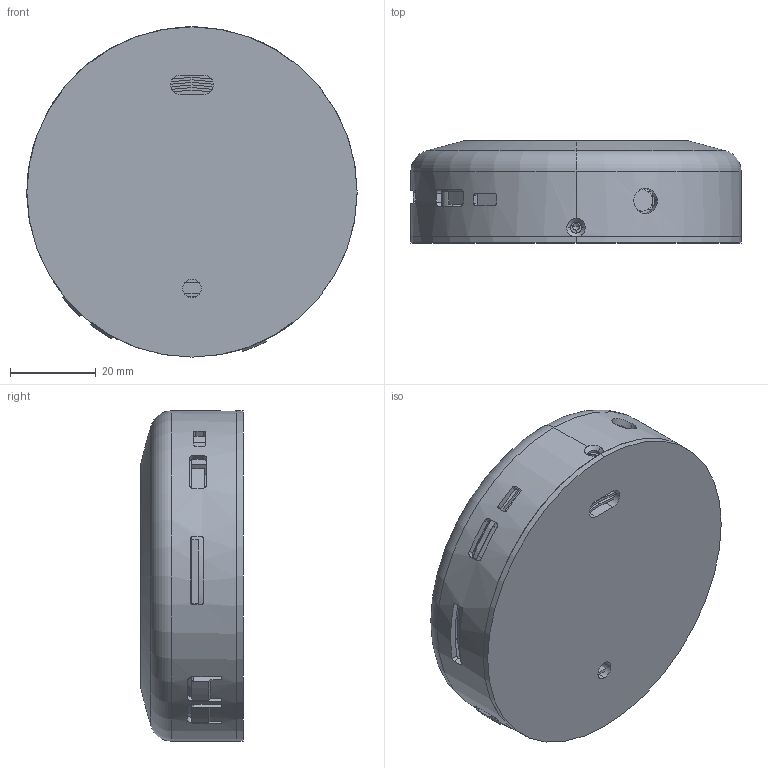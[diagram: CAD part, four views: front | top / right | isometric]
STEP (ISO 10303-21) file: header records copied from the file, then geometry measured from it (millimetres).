
FILE_DESCRIPTION (( 'STEP AP203' ), '1' );
FILE_NAME ('tAudio_Player.STEP', '2021-04-26T16:47:14', ( '' ), ( '' ), 'SwSTEP 2.0', 'SolidWorks 2015', '' );
FILE_SCHEMA (( 'CONFIG_CONTROL_DESIGN' ));
Length unit declared in the file: inch
Products named in the file (28): Display_240x240; Cap2; Cap_240x240; DISPLAYCAP2^tAudio_Player; User Library-128x64I2COLEDDisplayAdafruit_1_4; tAudio_Player; DISPLAYCAP1^tAudio_Player; User Library-128x64I2COLEDDisplayAdafruit_1_1; tplayer-base; User Library-128x64I2COLEDDisplayAdafruit_1_3; t9board; User Library-128x64I2COLEDDisplayAdafruit_1_2; tplayer-cover2; Battery_1200ma; speaker; Display_128x64
Assembly tree (15 placements, depth 4):
  Display_240x240
  Cap_240x240
  User Library-128x64I2COLEDDisplayAdafruit_1_4
  tAudio_Player
    tplayer-base
    t9board
    tplayer-cover2
    Battery_1200ma
    speaker
    DISPLAYCAP1^tAudio_Player
      Display_240x240
      Cap_240x240
    DISPLAYCAP2^tAudio_Player
      Display_128x64
        User Library-128x64I2COLEDDisplayAdafruit_1_4
        User Library-128x64I2COLEDDisplayAdafruit_1_1
        User Library-128x64I2COLEDDisplayAdafruit_1_3
        User Library-128x64I2COLEDDisplayAdafruit_1_2
      Cap2
  User Library-128x64I2COLEDDisplayAdafruit_1_1
Bounding box: 77 x 23.82 x 77 mm (x, y, z)
Volume: 71875.4 mm3; surface area: 72952.9 mm2
Topology: 12 solids, 12 shells, 1041 faces, 2907 edges, 1862 vertices
Faces by surface type: plane 748, cylinder 219, cone 38, torus 22, bspline 8, sphere 6
Entity records: 36737 total; most frequent: CARTESIAN_POINT 6956, ORIENTED_EDGE 5766, DIRECTION 5436, EDGE_CURVE 2883, VECTOR 2164, LINE 2164, VERTEX_POINT 1862, AXIS2_PLACEMENT_3D 1636
